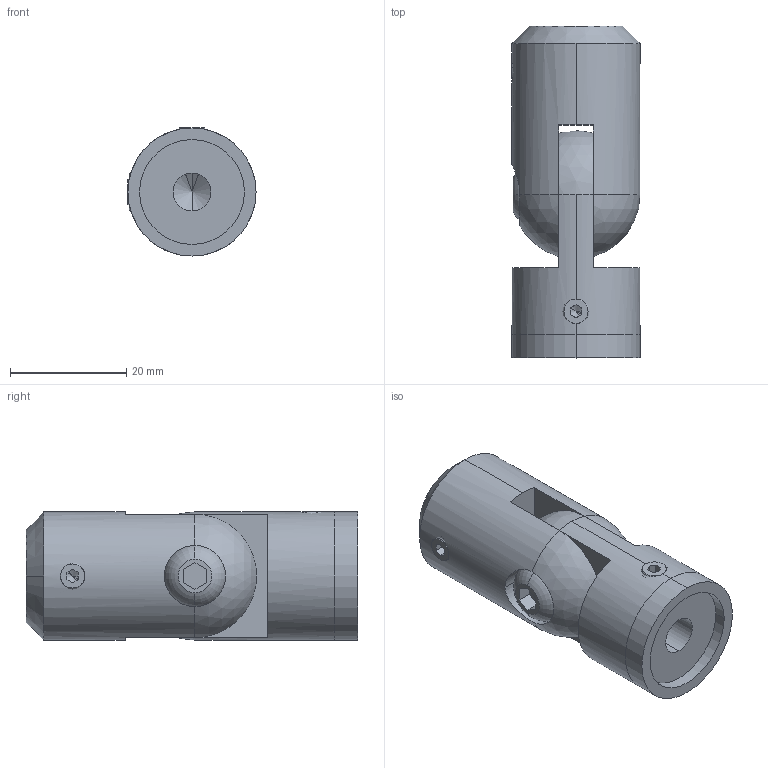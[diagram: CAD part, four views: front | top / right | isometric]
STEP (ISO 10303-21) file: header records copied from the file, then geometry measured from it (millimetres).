
FILE_DESCRIPTION (( 'STEP AP203' ), '1' );
FILE_NAME ('A_0856-000.STEP', '2019-02-01T08:25:09', ( '' ), ( '' ), 'SwSTEP 2.0', 'SolidWorks 2013', '' );
FILE_SCHEMA (( 'CONFIG_CONTROL_DESIGN' ));
Length unit declared in the file: millimetre
Products named in the file (6): A_0856-000.P1; A_0856-000; A_0856-000.P2; A_0856-000.P3; A_0856-000.P5; A_0856-000.P4
Assembly tree (6 placements, depth 2):
  A_0856-000
    A_0856-000.P2
    A_0856-000.P1
    A_0856-000.P4  x2
    A_0856-000.P3
    A_0856-000.P5
Bounding box: 22 x 57 x 22 mm (x, y, z)
Volume: 15606.5 mm3; surface area: 9824.5 mm2
Topology: 6 solids, 6 shells, 116 faces, 276 edges, 170 vertices
Faces by surface type: plane 41, cylinder 38, cone 30, torus 4, sphere 3
Entity records: 3806 total; most frequent: CARTESIAN_POINT 795, DIRECTION 536, ORIENTED_EDGE 462, EDGE_CURVE 231, AXIS2_PLACEMENT_3D 216, VERTEX_POINT 147, EDGE_LOOP 116, CIRCLE 107
